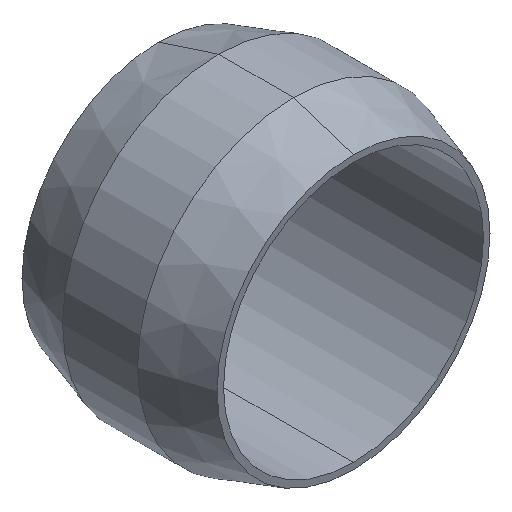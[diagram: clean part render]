
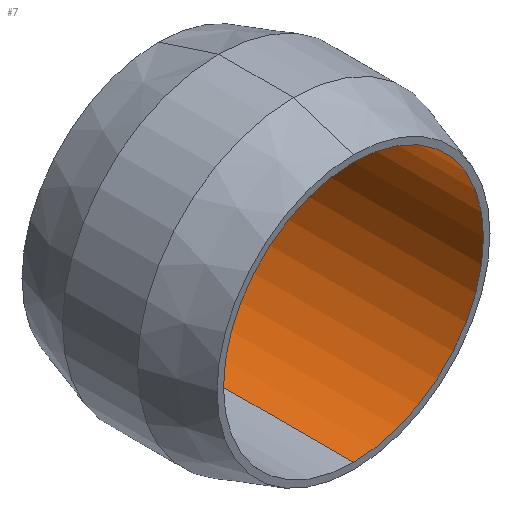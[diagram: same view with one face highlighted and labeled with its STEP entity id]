
A CAD part, isometric view. The second image highlights one B-rep face of the part: STEP entity #7.
In plain terms, the highlighted cylindrical face has radius 5 mm (diameter 10 mm), a partial arc.
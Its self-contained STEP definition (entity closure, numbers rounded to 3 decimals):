
#7 = ADVANCED_FACE ( 'NONE', ( #82 ), #83, .F. ) ;
#17 = VERTEX_POINT ( 'NONE', #247 ) ;
#23 = ORIENTED_EDGE ( 'NONE', *, *, #174, .T. ) ;
#27 = ORIENTED_EDGE ( 'NONE', *, *, #145, .F. ) ;
#42 = VERTEX_POINT ( 'NONE', #309 ) ;
#44 = ORIENTED_EDGE ( 'NONE', *, *, #170, .T. ) ;
#51 = VERTEX_POINT ( 'NONE', #210 ) ;
#52 = VECTOR ( 'NONE', #272, 1000. ) ;
#54 = CIRCLE ( 'NONE', #155, 5. ) ;
#57 = VERTEX_POINT ( 'NONE', #196 ) ;
#59 = CIRCLE ( 'NONE', #157, 5. ) ;
#61 = LINE ( 'NONE', #274, #52 ) ;
#74 = VECTOR ( 'NONE', #245, 1000. ) ;
#82 = FACE_OUTER_BOUND ( 'NONE', #98, .T. ) ;
#83 = CYLINDRICAL_SURFACE ( 'NONE', #138, 5. ) ;
#85 = LINE ( 'NONE', #307, #74 ) ;
#98 = EDGE_LOOP ( 'NONE', ( #27, #121, #44, #23 ) ) ;
#121 = ORIENTED_EDGE ( 'NONE', *, *, #176, .T. ) ;
#138 = AXIS2_PLACEMENT_3D ( 'NONE', #269, #261, #270 ) ;
#145 = EDGE_CURVE ( 'NONE', #17, #51, #85, .T. ) ;
#155 = AXIS2_PLACEMENT_3D ( 'NONE', #238, #237, #236 ) ;
#157 = AXIS2_PLACEMENT_3D ( 'NONE', #259, #258, #253 ) ;
#170 = EDGE_CURVE ( 'NONE', #42, #57, #61, .T. ) ;
#174 = EDGE_CURVE ( 'NONE', #57, #51, #59, .T. ) ;
#176 = EDGE_CURVE ( 'NONE', #17, #42, #54, .T. ) ;
#196 = CARTESIAN_POINT ( 'NONE',  ( 0., 7.5, 5. ) ) ;
#210 = CARTESIAN_POINT ( 'NONE',  ( 0., 7.5, -5. ) ) ;
#236 = DIRECTION ( 'NONE',  ( 0., 0., 1. ) ) ;
#237 = DIRECTION ( 'NONE',  ( 0., -1., 0. ) ) ;
#238 = CARTESIAN_POINT ( 'NONE',  ( 0., 0., 0. ) ) ;
#245 = DIRECTION ( 'NONE',  ( 0., 1., 0. ) ) ;
#247 = CARTESIAN_POINT ( 'NONE',  ( 0., 0., -5. ) ) ;
#253 = DIRECTION ( 'NONE',  ( 0., 0., 1. ) ) ;
#258 = DIRECTION ( 'NONE',  ( 0., 1., 0. ) ) ;
#259 = CARTESIAN_POINT ( 'NONE',  ( 0., 7.5, 0. ) ) ;
#261 = DIRECTION ( 'NONE',  ( 0., 1., 0. ) ) ;
#269 = CARTESIAN_POINT ( 'NONE',  ( 0., 0., 0. ) ) ;
#270 = DIRECTION ( 'NONE',  ( 0., 0., 1. ) ) ;
#272 = DIRECTION ( 'NONE',  ( 0., 1., 0. ) ) ;
#274 = CARTESIAN_POINT ( 'NONE',  ( 0., 0., 5. ) ) ;
#307 = CARTESIAN_POINT ( 'NONE',  ( 0., 0., -5. ) ) ;
#309 = CARTESIAN_POINT ( 'NONE',  ( 0., 0., 5. ) ) ;
